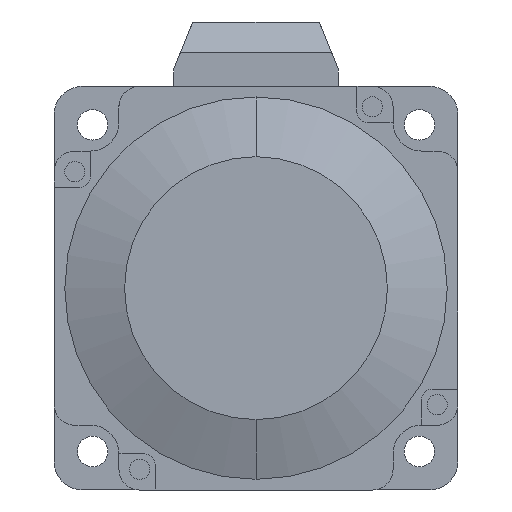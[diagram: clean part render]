
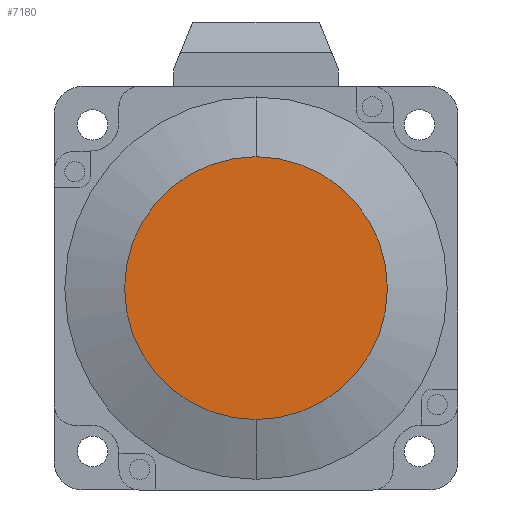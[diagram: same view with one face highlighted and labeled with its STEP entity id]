
A CAD part, front view. The second image highlights one B-rep face of the part: STEP entity #7180.
In plain terms, the highlighted planar face has unit normal (0, -1, 0).
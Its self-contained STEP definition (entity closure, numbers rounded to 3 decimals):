
#1074 = AXIS2_PLACEMENT_3D ( 'NONE', #3563, #8517, #4267 ) ;
#1260 = CARTESIAN_POINT ( 'NONE',  ( 0., -4.5, 0. ) ) ;
#1781 = AXIS2_PLACEMENT_3D ( 'NONE', #6816, #7532, #3280 ) ;
#1882 = PLANE ( 'NONE',  #1781 ) ;
#1974 = DIRECTION ( 'NONE',  ( 0., 0., 1. ) ) ;
#2146 = VERTEX_POINT ( 'NONE', #6100 ) ;
#2558 = ORIENTED_EDGE ( 'NONE', *, *, #4524, .F. ) ;
#3280 = DIRECTION ( 'NONE',  ( 0., 0., -1. ) ) ;
#3519 = FACE_OUTER_BOUND ( 'NONE', #4020, .T. ) ;
#3563 = CARTESIAN_POINT ( 'NONE',  ( 0., -4.5, 0. ) ) ;
#3569 = EDGE_CURVE ( 'NONE', #7465, #2146, #7071, .T. ) ;
#4020 = EDGE_LOOP ( 'NONE', ( #7787, #2558 ) ) ;
#4267 = DIRECTION ( 'NONE',  ( 0., 0., 1. ) ) ;
#4524 = EDGE_CURVE ( 'NONE', #2146, #7465, #8104, .T. ) ;
#5761 = AXIS2_PLACEMENT_3D ( 'NONE', #1260, #6196, #1974 ) ;
#6100 = CARTESIAN_POINT ( 'NONE',  ( 0., -4.5, -28. ) ) ;
#6196 = DIRECTION ( 'NONE',  ( 0., 1., 0. ) ) ;
#6816 = CARTESIAN_POINT ( 'NONE',  ( 0., -4.5, 0. ) ) ;
#7071 = CIRCLE ( 'NONE', #1074, 28. ) ;
#7180 = ADVANCED_FACE ( 'NONE', ( #3519 ), #1882, .T. ) ;
#7465 = VERTEX_POINT ( 'NONE', #8574 ) ;
#7532 = DIRECTION ( 'NONE',  ( 0., -1., 0. ) ) ;
#7787 = ORIENTED_EDGE ( 'NONE', *, *, #3569, .F. ) ;
#8104 = CIRCLE ( 'NONE', #5761, 28. ) ;
#8517 = DIRECTION ( 'NONE',  ( 0., 1., 0. ) ) ;
#8574 = CARTESIAN_POINT ( 'NONE',  ( 0., -4.5, 28. ) ) ;
